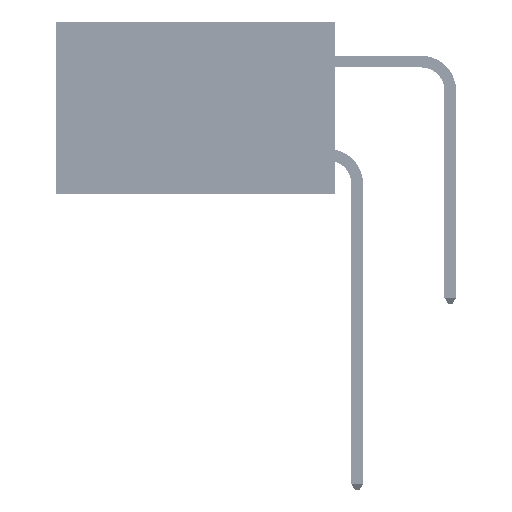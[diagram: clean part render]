
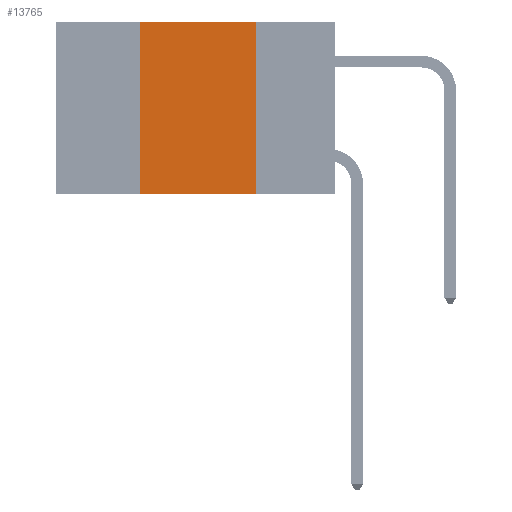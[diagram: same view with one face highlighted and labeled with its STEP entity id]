
A CAD part, left-side view. The second image highlights one B-rep face of the part: STEP entity #13765.
In plain terms, the highlighted planar face has unit normal (-1, 0, 0).
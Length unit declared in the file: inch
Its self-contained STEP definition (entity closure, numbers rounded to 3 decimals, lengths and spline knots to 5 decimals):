
#432 = AXIS2_PLACEMENT_3D ( 'NONE', #10205, #47997, #32871 ) ;
#958 = EDGE_CURVE ( 'NONE', #25764, #19753, #33999, .T. ) ;
#2362 = EDGE_CURVE ( 'NONE', #15615, #47792, #38641, .T. ) ;
#4566 = CARTESIAN_POINT ( 'NONE',  ( 0., 0.6, 0. ) ) ;
#5220 = CARTESIAN_POINT ( 'NONE',  ( 0., 0.42, 0. ) ) ;
#7673 = CARTESIAN_POINT ( 'NONE',  ( 0., 0.17, 0. ) ) ;
#8134 = CARTESIAN_POINT ( 'NONE',  ( 0., 0.42, 0. ) ) ;
#8311 = CARTESIAN_POINT ( 'NONE',  ( 0., 0.6, -0.37 ) ) ;
#8888 = DIRECTION ( 'NONE',  ( 0., 0., 1. ) ) ;
#10205 = CARTESIAN_POINT ( 'NONE',  ( 0., 0.6, 0. ) ) ;
#10354 = ORIENTED_EDGE ( 'NONE', *, *, #2362, .F. ) ;
#10449 = PLANE ( 'NONE',  #432 ) ;
#12128 = VECTOR ( 'NONE', #32694, 39.37008 ) ;
#13765 = ADVANCED_FACE ( 'NONE', ( #25089 ), #10449, .F. ) ;
#15615 = VERTEX_POINT ( 'NONE', #42897 ) ;
#17034 = VECTOR ( 'NONE', #22567, 39.37008 ) ;
#18717 = EDGE_CURVE ( 'NONE', #15615, #19753, #41971, .T. ) ;
#19267 = ORIENTED_EDGE ( 'NONE', *, *, #958, .F. ) ;
#19753 = VERTEX_POINT ( 'NONE', #29331 ) ;
#21247 = ORIENTED_EDGE ( 'NONE', *, *, #18717, .T. ) ;
#22289 = CARTESIAN_POINT ( 'NONE',  ( 0., 0.17, 0. ) ) ;
#22567 = DIRECTION ( 'NONE',  ( 0., 0., -1. ) ) ;
#25089 = FACE_OUTER_BOUND ( 'NONE', #36748, .T. ) ;
#25764 = VERTEX_POINT ( 'NONE', #22289 ) ;
#29331 = CARTESIAN_POINT ( 'NONE',  ( 0., 0.17, -0.37 ) ) ;
#30420 = LINE ( 'NONE', #4566, #12128 ) ;
#32694 = DIRECTION ( 'NONE',  ( 0., -1., 0. ) ) ;
#32871 = DIRECTION ( 'NONE',  ( 0., 0., -1. ) ) ;
#33999 = LINE ( 'NONE', #7673, #17034 ) ;
#36748 = EDGE_LOOP ( 'NONE', ( #19267, #43424, #10354, #21247 ) ) ;
#38641 = LINE ( 'NONE', #5220, #43504 ) ;
#41971 = LINE ( 'NONE', #8311, #45088 ) ;
#42897 = CARTESIAN_POINT ( 'NONE',  ( 0., 0.42, -0.37 ) ) ;
#42981 = EDGE_CURVE ( 'NONE', #47792, #25764, #30420, .T. ) ;
#43424 = ORIENTED_EDGE ( 'NONE', *, *, #42981, .F. ) ;
#43504 = VECTOR ( 'NONE', #8888, 39.37008 ) ;
#45088 = VECTOR ( 'NONE', #45397, 39.37008 ) ;
#45397 = DIRECTION ( 'NONE',  ( 0., -1., 0. ) ) ;
#47792 = VERTEX_POINT ( 'NONE', #8134 ) ;
#47997 = DIRECTION ( 'NONE',  ( 1., 0., 0. ) ) ;
